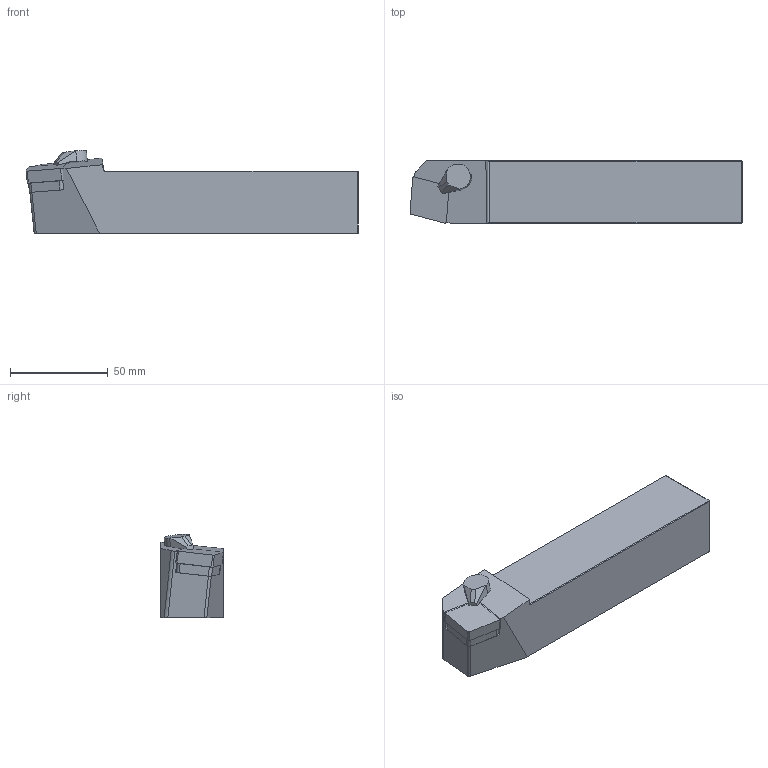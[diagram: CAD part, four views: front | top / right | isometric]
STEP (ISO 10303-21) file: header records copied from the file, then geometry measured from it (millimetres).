
FILE_DESCRIPTION(/* description */ (''),/* implementation_level */ '2;1');
FILE_NAME(/* name */ 'PCBNR-3232-P19C.stp',/* time_stamp */ '2023-09-29T08:34:18+03:00',/* author */ (''),/* organization */ (''),/* preprocessor_version */ 'ST-DEVELOPER v19.4',/* originating_system */ 'SIEMENS PLM Software NX2306.3001',/* authorisation */ '');
FILE_SCHEMA (('AUTOMOTIVE_DESIGN { 1 0 10303 214 3 1 1 1 }'));
Length unit declared in the file: millimetre
Products named in the file (1): PCBNR-3232-P19C
Bounding box: 169.99 x 32 x 42.63 mm (x, y, z)
Volume: 172074.7 mm3; surface area: 24848.4 mm2
Topology: 2 solids, 2 shells, 63 faces, 159 edges, 100 vertices
Faces by surface type: plane 48, cylinder 13, cone 2
Entity records: 1889 total; most frequent: CARTESIAN_POINT 323, ORIENTED_EDGE 318, DIRECTION 318, EDGE_CURVE 159, LINE 128, VECTOR 128, VERTEX_POINT 100, AXIS2_PLACEMENT_3D 95
